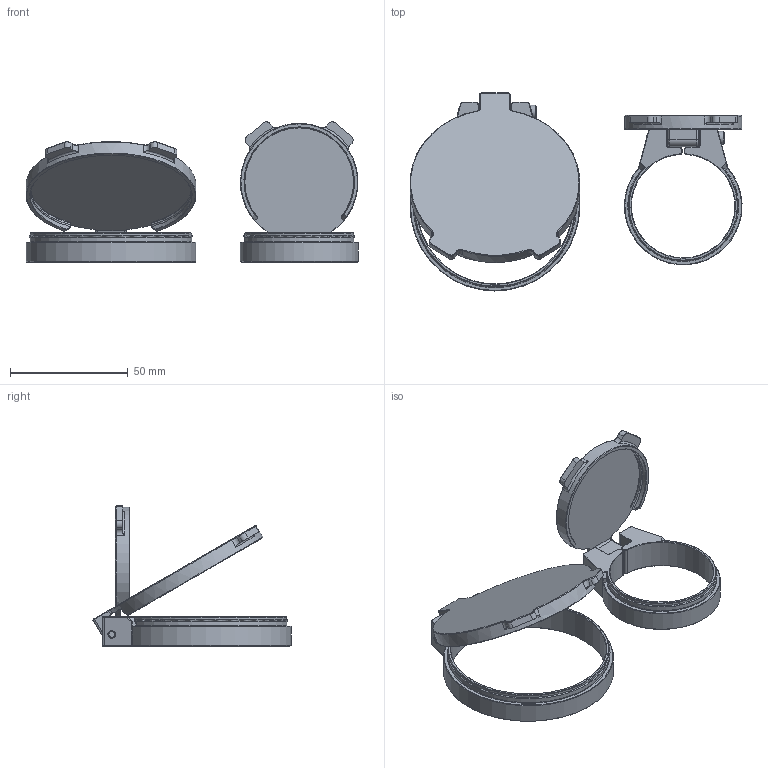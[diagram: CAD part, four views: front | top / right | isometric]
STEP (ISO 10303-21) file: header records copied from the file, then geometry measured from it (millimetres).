
FILE_DESCRIPTION(/* description */ (''),/* implementation_level */ '2;1');
FILE_NAME(/* name */ 'arken_ep5_flip_up_cover.step',/* time_stamp */ '2023-11-17T16:53:06+13:00',/* author */ (''),/* organization */ (''),/* preprocessor_version */ 'ST-DEVELOPER v20',/* originating_system */ 'Autodesk Translation Framework v12.14.0.127',/* authorisation */ '');
FILE_SCHEMA (('AUTOMOTIVE_DESIGN { 1 0 10303 214 3 1 1 }'));
Length unit declared in the file: millimetre
Products named in the file (8): arken_ep5_flip_up_cover; arken_ep5_rear_flip_up_cover; cover; base; arken_ep5_front_flip_up_cover; M3x30 SHCS; cover_1; base_1
Assembly tree (8 placements, depth 3):
  arken_ep5_flip_up_cover
    arken_ep5_rear_flip_up_cover
      M3x30 SHCS
      cover
      base
    arken_ep5_front_flip_up_cover
      M3x30 SHCS
      cover_1
      base_1
Bounding box: 141.08 x 84.14 x 59.66 mm (x, y, z)
Volume: 33663.7 mm3; surface area: 31001.1 mm2
Topology: 6 solids, 6 shells, 418 faces, 998 edges, 596 vertices
Faces by surface type: plane 194, cone 100, cylinder 84, torus 20, bspline 20
Full cylindrical faces by diameter (mm): 2.8 x2, 3 x2, 3.2 x2, 3.4 x2, 5.5 x2, 6.1 x2
Entity records: 12257 total; most frequent: CARTESIAN_POINT 2932, DIRECTION 1915, ORIENTED_EDGE 1908, EDGE_CURVE 954, AXIS2_PLACEMENT_3D 691, VERTEX_POINT 570, LINE 533, VECTOR 533
